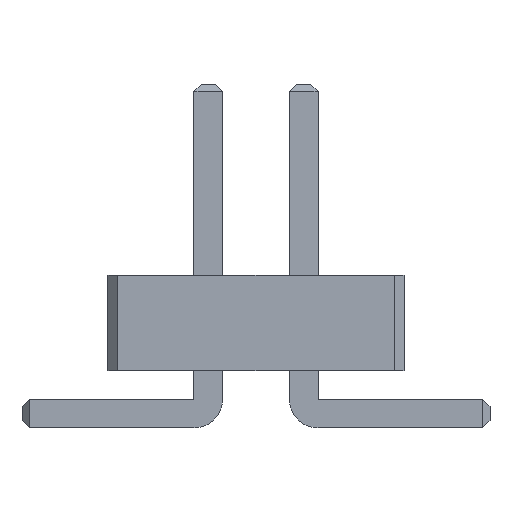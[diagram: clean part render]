
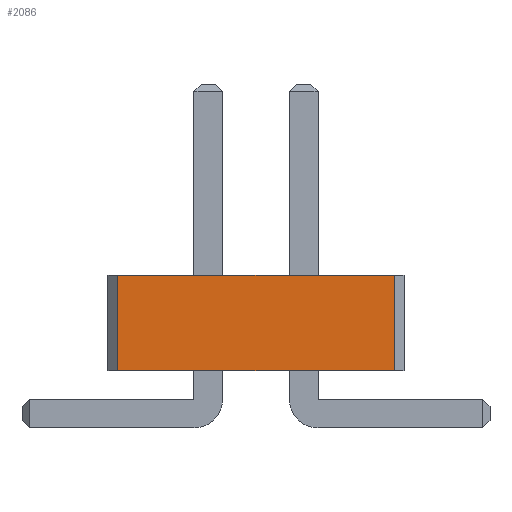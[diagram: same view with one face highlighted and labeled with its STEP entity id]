
A CAD part, front view. The second image highlights one B-rep face of the part: STEP entity #2086.
In plain terms, the highlighted planar face has unit normal (0, -1, 0).
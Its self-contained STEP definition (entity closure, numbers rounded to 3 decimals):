
#13=DIRECTION('',(0.,0.,1.));
#27=VECTOR('',#13,1.);
#67=DIRECTION('',(1.,0.,0.));
#2073=VERTEX_POINT('',#2074);
#2074=CARTESIAN_POINT('',(-1.45,-18.,1.6));
#2077=EDGE_CURVE('',#2078,#2073,#2080,.T.);
#2078=VERTEX_POINT('',#2079);
#2079=CARTESIAN_POINT('',(-1.45,-18.,0.6));
#2080=LINE('',#2079,#27);
#2086=ADVANCED_FACE('',(#2087),#2104,.F.);
#2087=FACE_BOUND('',#2088,.F.);
#2088=EDGE_LOOP('',(#2089,#2090,#2096,#2101));
#2089=ORIENTED_EDGE('',*,*,#2077,.T.);
#2090=ORIENTED_EDGE('',*,*,#2091,.T.);
#2091=EDGE_CURVE('',#2073,#2092,#2094,.T.);
#2092=VERTEX_POINT('',#2093);
#2093=CARTESIAN_POINT('',(1.45,-18.,1.6));
#2094=LINE('',#2074,#2095);
#2095=VECTOR('',#67,1.);
#2096=ORIENTED_EDGE('',*,*,#2097,.F.);
#2097=EDGE_CURVE('',#2098,#2092,#2100,.T.);
#2098=VERTEX_POINT('',#2099);
#2099=CARTESIAN_POINT('',(1.45,-18.,0.6));
#2100=LINE('',#2099,#27);
#2101=ORIENTED_EDGE('',*,*,#2102,.F.);
#2102=EDGE_CURVE('',#2078,#2098,#2103,.T.);
#2103=LINE('',#2079,#2095);
#2104=PLANE('',#2105);
#2105=AXIS2_PLACEMENT_3D('',#2079,#2106,#67);
#2106=DIRECTION('',(0.,1.,0.));
